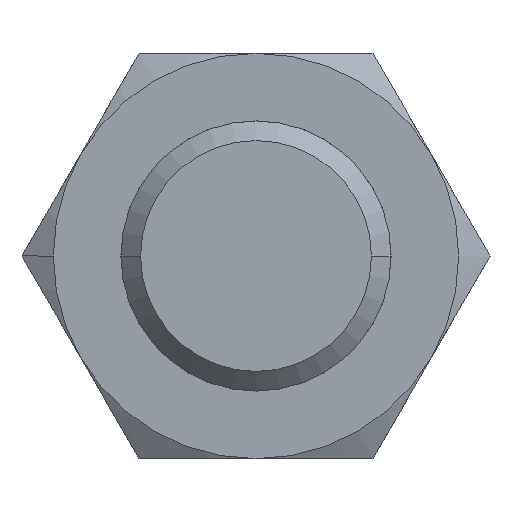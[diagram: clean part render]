
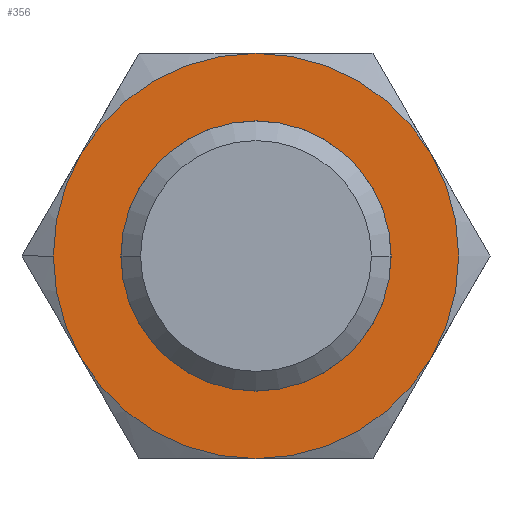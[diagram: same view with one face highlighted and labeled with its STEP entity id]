
A CAD part, front view. The second image highlights one B-rep face of the part: STEP entity #356.
In plain terms, the highlighted planar face has unit normal (0, -1, 0).
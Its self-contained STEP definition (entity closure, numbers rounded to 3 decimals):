
#5 = FACE_OUTER_BOUND ( 'NONE', #766, .T. ) ;
#47 = CARTESIAN_POINT ( 'NONE',  ( 0., 0., 0. ) ) ;
#53 = DIRECTION ( 'NONE',  ( -1., 0., 0. ) ) ;
#71 = EDGE_CURVE ( 'NONE', #441, #930, #914, .T. ) ;
#80 = ORIENTED_EDGE ( 'NONE', *, *, #949, .F. ) ;
#109 = ORIENTED_EDGE ( 'NONE', *, *, #632, .F. ) ;
#129 = ORIENTED_EDGE ( 'NONE', *, *, #772, .F. ) ;
#133 = VERTEX_POINT ( 'NONE', #196 ) ;
#141 = EDGE_CURVE ( 'NONE', #133, #872, #343, .T. ) ;
#147 = DIRECTION ( 'NONE',  ( 0., 1., 0. ) ) ;
#150 = ORIENTED_EDGE ( 'NONE', *, *, #826, .F. ) ;
#153 = CARTESIAN_POINT ( 'NONE',  ( -7.794, 0., 4.5 ) ) ;
#157 = EDGE_CURVE ( 'NONE', #930, #441, #169, .T. ) ;
#160 = VERTEX_POINT ( 'NONE', #665 ) ;
#166 = CARTESIAN_POINT ( 'NONE',  ( 6., 0., 0. ) ) ;
#169 = CIRCLE ( 'NONE', #624, 6. ) ;
#195 = CIRCLE ( 'NONE', #878, 9. ) ;
#196 = CARTESIAN_POINT ( 'NONE',  ( 0., 0., -9. ) ) ;
#200 = VERTEX_POINT ( 'NONE', #538 ) ;
#207 = CARTESIAN_POINT ( 'NONE',  ( -7.794, 0., -4.5 ) ) ;
#208 = DIRECTION ( 'NONE',  ( 0., 1., 0. ) ) ;
#226 = ORIENTED_EDGE ( 'NONE', *, *, #157, .T. ) ;
#234 = CARTESIAN_POINT ( 'NONE',  ( 9., 0., 0. ) ) ;
#239 = DIRECTION ( 'NONE',  ( -1., 0., 0. ) ) ;
#240 = DIRECTION ( 'NONE',  ( 0., 1., 0. ) ) ;
#247 = AXIS2_PLACEMENT_3D ( 'NONE', #234, #453, #658 ) ;
#279 = CARTESIAN_POINT ( 'NONE',  ( 0., 0., 0. ) ) ;
#297 = DIRECTION ( 'NONE',  ( -1., 0., 0. ) ) ;
#316 = DIRECTION ( 'NONE',  ( 0., 1., 0. ) ) ;
#317 = CARTESIAN_POINT ( 'NONE',  ( -9., 0., 0. ) ) ;
#320 = AXIS2_PLACEMENT_3D ( 'NONE', #736, #951, #297 ) ;
#335 = AXIS2_PLACEMENT_3D ( 'NONE', #47, #785, #934 ) ;
#343 = CIRCLE ( 'NONE', #335, 9. ) ;
#355 = CIRCLE ( 'NONE', #463, 9. ) ;
#356 = ADVANCED_FACE ( 'NONE', ( #5, #880 ), #377, .F. ) ;
#360 = CARTESIAN_POINT ( 'NONE',  ( 0., 0., 0. ) ) ;
#362 = ORIENTED_EDGE ( 'NONE', *, *, #372, .F. ) ;
#368 = EDGE_CURVE ( 'NONE', #909, #160, #373, .T. ) ;
#372 = EDGE_CURVE ( 'NONE', #889, #200, #195, .T. ) ;
#373 = CIRCLE ( 'NONE', #320, 9. ) ;
#377 = PLANE ( 'NONE',  #247 ) ;
#422 = EDGE_LOOP ( 'NONE', ( #226, #619 ) ) ;
#427 = DIRECTION ( 'NONE',  ( 0., 1., 0. ) ) ;
#436 = DIRECTION ( 'NONE',  ( -1., 0., 0. ) ) ;
#439 = VERTEX_POINT ( 'NONE', #317 ) ;
#441 = VERTEX_POINT ( 'NONE', #166 ) ;
#453 = DIRECTION ( 'NONE',  ( 0., 1., 0. ) ) ;
#463 = AXIS2_PLACEMENT_3D ( 'NONE', #886, #240, #750 ) ;
#467 = DIRECTION ( 'NONE',  ( -1., 0., 0. ) ) ;
#478 = ORIENTED_EDGE ( 'NONE', *, *, #141, .F. ) ;
#493 = AXIS2_PLACEMENT_3D ( 'NONE', #759, #316, #467 ) ;
#501 = CARTESIAN_POINT ( 'NONE',  ( 7.794, 0., 4.5 ) ) ;
#503 = DIRECTION ( 'NONE',  ( -1., 0., 0. ) ) ;
#508 = CARTESIAN_POINT ( 'NONE',  ( 0., 0., 0. ) ) ;
#536 = CIRCLE ( 'NONE', #493, 9. ) ;
#538 = CARTESIAN_POINT ( 'NONE',  ( 7.794, 0., -4.5 ) ) ;
#576 = AXIS2_PLACEMENT_3D ( 'NONE', #508, #147, #436 ) ;
#616 = AXIS2_PLACEMENT_3D ( 'NONE', #640, #427, #53 ) ;
#619 = ORIENTED_EDGE ( 'NONE', *, *, #71, .T. ) ;
#624 = AXIS2_PLACEMENT_3D ( 'NONE', #279, #867, #239 ) ;
#632 = EDGE_CURVE ( 'NONE', #200, #133, #822, .T. ) ;
#640 = CARTESIAN_POINT ( 'NONE',  ( 0., 0., 0. ) ) ;
#642 = DIRECTION ( 'NONE',  ( 0., 1., 0. ) ) ;
#658 = DIRECTION ( 'NONE',  ( -1., 0., 0. ) ) ;
#665 = CARTESIAN_POINT ( 'NONE',  ( 0., 0., 9. ) ) ;
#736 = CARTESIAN_POINT ( 'NONE',  ( 0., 0., 0. ) ) ;
#750 = DIRECTION ( 'NONE',  ( -1., 0., 0. ) ) ;
#759 = CARTESIAN_POINT ( 'NONE',  ( 0., 0., 0. ) ) ;
#766 = EDGE_LOOP ( 'NONE', ( #848, #80, #150, #478, #109, #362, #129 ) ) ;
#769 = DIRECTION ( 'NONE',  ( -1., 0., 0. ) ) ;
#772 = EDGE_CURVE ( 'NONE', #160, #889, #881, .T. ) ;
#785 = DIRECTION ( 'NONE',  ( 0., 1., 0. ) ) ;
#822 = CIRCLE ( 'NONE', #945, 9. ) ;
#826 = EDGE_CURVE ( 'NONE', #872, #439, #355, .T. ) ;
#830 = CARTESIAN_POINT ( 'NONE',  ( -6., 0., 0. ) ) ;
#847 = CARTESIAN_POINT ( 'NONE',  ( 0., 0., 0. ) ) ;
#848 = ORIENTED_EDGE ( 'NONE', *, *, #368, .F. ) ;
#867 = DIRECTION ( 'NONE',  ( 0., 1., 0. ) ) ;
#872 = VERTEX_POINT ( 'NONE', #207 ) ;
#878 = AXIS2_PLACEMENT_3D ( 'NONE', #360, #208, #503 ) ;
#880 = FACE_BOUND ( 'NONE', #422, .T. ) ;
#881 = CIRCLE ( 'NONE', #576, 9. ) ;
#886 = CARTESIAN_POINT ( 'NONE',  ( 0., 0., 0. ) ) ;
#889 = VERTEX_POINT ( 'NONE', #501 ) ;
#909 = VERTEX_POINT ( 'NONE', #153 ) ;
#914 = CIRCLE ( 'NONE', #616, 6. ) ;
#930 = VERTEX_POINT ( 'NONE', #830 ) ;
#934 = DIRECTION ( 'NONE',  ( -1., 0., 0. ) ) ;
#945 = AXIS2_PLACEMENT_3D ( 'NONE', #847, #642, #769 ) ;
#949 = EDGE_CURVE ( 'NONE', #439, #909, #536, .T. ) ;
#951 = DIRECTION ( 'NONE',  ( 0., 1., 0. ) ) ;
